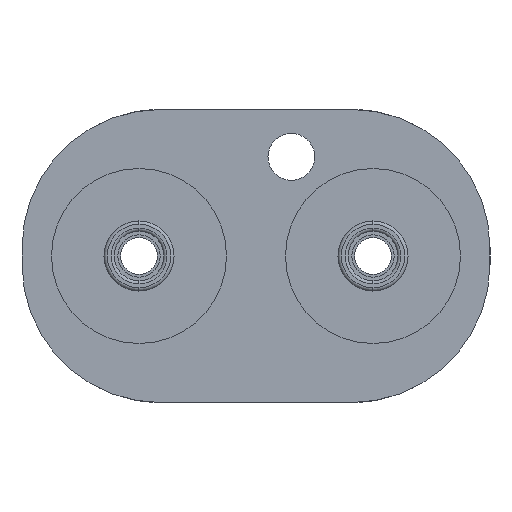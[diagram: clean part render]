
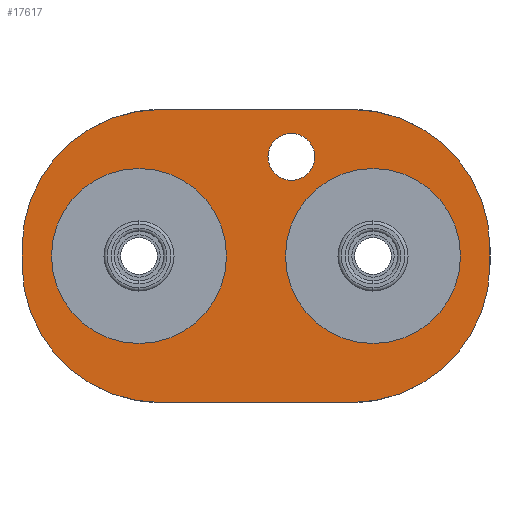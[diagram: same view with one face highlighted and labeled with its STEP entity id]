
A CAD part, left-side view. The second image highlights one B-rep face of the part: STEP entity #17617.
In plain terms, the highlighted planar face has unit normal (-1, 0, 0).
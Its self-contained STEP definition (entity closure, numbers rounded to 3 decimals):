
#84 = VERTEX_POINT ( 'NONE', #11852 ) ;
#250 = CARTESIAN_POINT ( 'NONE',  ( -28.85, -5.2, 7.95 ) ) ;
#553 = DIRECTION ( 'NONE',  ( -1., 0., 0. ) ) ;
#628 = ORIENTED_EDGE ( 'NONE', *, *, #15177, .T. ) ;
#749 = DIRECTION ( 'NONE',  ( -1., 0., 0. ) ) ;
#1122 = EDGE_CURVE ( 'NONE', #84, #2683, #11764, .T. ) ;
#1306 = DIRECTION ( 'NONE',  ( 0., 0., 1. ) ) ;
#1364 = CIRCLE ( 'NONE', #14745, 7.5 ) ;
#1662 = VERTEX_POINT ( 'NONE', #5314 ) ;
#1901 = VERTEX_POINT ( 'NONE', #3204 ) ;
#2256 = LINE ( 'NONE', #15898, #17337 ) ;
#2401 = VERTEX_POINT ( 'NONE', #16799 ) ;
#2480 = AXIS2_PLACEMENT_3D ( 'NONE', #14395, #8600, #7152 ) ;
#2594 = DIRECTION ( 'NONE',  ( -1., 0., 0. ) ) ;
#2683 = VERTEX_POINT ( 'NONE', #2935 ) ;
#2935 = CARTESIAN_POINT ( 'NONE',  ( -28.85, -6.35, 4.75 ) ) ;
#2984 = FACE_OUTER_BOUND ( 'NONE', #3078, .T. ) ;
#3032 = AXIS2_PLACEMENT_3D ( 'NONE', #15284, #6478, #12332 ) ;
#3078 = EDGE_LOOP ( 'NONE', ( #12397, #9713, #3801, #9886, #6291, #14142, #4055, #628 ) ) ;
#3204 = CARTESIAN_POINT ( 'NONE',  ( -28.85, -12.7, -0.45 ) ) ;
#3564 = DIRECTION ( 'NONE',  ( 0., 0., 1. ) ) ;
#3740 = CARTESIAN_POINT ( 'NONE',  ( -28.85, -1.92, 5.38 ) ) ;
#3801 = ORIENTED_EDGE ( 'NONE', *, *, #10212, .T. ) ;
#3851 = VERTEX_POINT ( 'NONE', #17269 ) ;
#4022 = VERTEX_POINT ( 'NONE', #17582 ) ;
#4055 = ORIENTED_EDGE ( 'NONE', *, *, #12704, .F. ) ;
#4256 = CARTESIAN_POINT ( 'NONE',  ( -28.85, -5.2, -7.95 ) ) ;
#4398 = VERTEX_POINT ( 'NONE', #4653 ) ;
#4586 = CIRCLE ( 'NONE', #15157, 1.27 ) ;
#4653 = CARTESIAN_POINT ( 'NONE',  ( -28.85, 5.2, -7.95 ) ) ;
#5025 = ORIENTED_EDGE ( 'NONE', *, *, #12012, .T. ) ;
#5314 = CARTESIAN_POINT ( 'NONE',  ( -28.85, 6.35, 4.75 ) ) ;
#5563 = DIRECTION ( 'NONE',  ( 0., 0., -1. ) ) ;
#5956 = CIRCLE ( 'NONE', #10634, 1.27 ) ;
#5975 = EDGE_CURVE ( 'NONE', #4022, #8834, #4586, .T. ) ;
#6126 = CARTESIAN_POINT ( 'NONE',  ( -28.85, 0.65, 7.95 ) ) ;
#6220 = CARTESIAN_POINT ( 'NONE',  ( -28.85, -6.35, 0. ) ) ;
#6257 = CARTESIAN_POINT ( 'NONE',  ( -28.85, -5.2, 0.45 ) ) ;
#6270 = ORIENTED_EDGE ( 'NONE', *, *, #12253, .F. ) ;
#6291 = ORIENTED_EDGE ( 'NONE', *, *, #16650, .F. ) ;
#6478 = DIRECTION ( 'NONE',  ( 1., 0., 0. ) ) ;
#6596 = EDGE_CURVE ( 'NONE', #16855, #1901, #8884, .T. ) ;
#6725 = CARTESIAN_POINT ( 'NONE',  ( -28.85, -12.7, 0. ) ) ;
#7071 = CIRCLE ( 'NONE', #8430, 4.75 ) ;
#7152 = DIRECTION ( 'NONE',  ( 0., 0., 1. ) ) ;
#7378 = AXIS2_PLACEMENT_3D ( 'NONE', #12203, #13950, #3564 ) ;
#7461 = DIRECTION ( 'NONE',  ( 1., 0., 0. ) ) ;
#7578 = DIRECTION ( 'NONE',  ( 0., 0., 1. ) ) ;
#7649 = DIRECTION ( 'NONE',  ( 0., 0., 1. ) ) ;
#7871 = VECTOR ( 'NONE', #13889, 1000. ) ;
#8026 = ORIENTED_EDGE ( 'NONE', *, *, #1122, .F. ) ;
#8191 = CIRCLE ( 'NONE', #15517, 7.5 ) ;
#8268 = EDGE_LOOP ( 'NONE', ( #8026, #11588 ) ) ;
#8430 = AXIS2_PLACEMENT_3D ( 'NONE', #8804, #7461, #7578 ) ;
#8533 = CARTESIAN_POINT ( 'NONE',  ( -28.85, 0.65, 0. ) ) ;
#8600 = DIRECTION ( 'NONE',  ( -1., 0., 0. ) ) ;
#8804 = CARTESIAN_POINT ( 'NONE',  ( -28.85, 6.35, 0. ) ) ;
#8834 = VERTEX_POINT ( 'NONE', #13292 ) ;
#8884 = CIRCLE ( 'NONE', #17136, 7.5 ) ;
#8973 = DIRECTION ( 'NONE',  ( -1., 0., 0. ) ) ;
#9035 = DIRECTION ( 'NONE',  ( 0., -1., 0. ) ) ;
#9099 = DIRECTION ( 'NONE',  ( -1., 0., 0. ) ) ;
#9713 = ORIENTED_EDGE ( 'NONE', *, *, #17627, .T. ) ;
#9764 = VERTEX_POINT ( 'NONE', #9919 ) ;
#9878 = DIRECTION ( 'NONE',  ( 0., 0., 1. ) ) ;
#9886 = ORIENTED_EDGE ( 'NONE', *, *, #6596, .T. ) ;
#9919 = CARTESIAN_POINT ( 'NONE',  ( -28.85, -12.7, 0.45 ) ) ;
#10063 = CARTESIAN_POINT ( 'NONE',  ( -28.85, 5.2, -0.45 ) ) ;
#10212 = EDGE_CURVE ( 'NONE', #4398, #16855, #10783, .T. ) ;
#10248 = LINE ( 'NONE', #6126, #13235 ) ;
#10389 = VERTEX_POINT ( 'NONE', #13258 ) ;
#10634 = AXIS2_PLACEMENT_3D ( 'NONE', #3740, #749, #16945 ) ;
#10686 = ORIENTED_EDGE ( 'NONE', *, *, #5975, .F. ) ;
#10783 = LINE ( 'NONE', #11076, #14456 ) ;
#11076 = CARTESIAN_POINT ( 'NONE',  ( -28.85, 0.65, -7.95 ) ) ;
#11154 = ORIENTED_EDGE ( 'NONE', *, *, #16454, .T. ) ;
#11229 = DIRECTION ( 'NONE',  ( 0., 0., -1. ) ) ;
#11588 = ORIENTED_EDGE ( 'NONE', *, *, #13701, .F. ) ;
#11749 = LINE ( 'NONE', #6725, #7871 ) ;
#11764 = CIRCLE ( 'NONE', #17454, 4.75 ) ;
#11837 = FACE_BOUND ( 'NONE', #8268, .T. ) ;
#11852 = CARTESIAN_POINT ( 'NONE',  ( -28.85, -6.35, -4.75 ) ) ;
#12012 = EDGE_CURVE ( 'NONE', #17219, #1662, #7071, .T. ) ;
#12203 = CARTESIAN_POINT ( 'NONE',  ( -28.85, 5.2, 0.45 ) ) ;
#12253 = EDGE_CURVE ( 'NONE', #8834, #4022, #5956, .T. ) ;
#12332 = DIRECTION ( 'NONE',  ( 0., 0., 1. ) ) ;
#12397 = ORIENTED_EDGE ( 'NONE', *, *, #14203, .T. ) ;
#12651 = CARTESIAN_POINT ( 'NONE',  ( -28.85, -1.92, 5.38 ) ) ;
#12704 = EDGE_CURVE ( 'NONE', #3851, #18421, #10248, .T. ) ;
#13235 = VECTOR ( 'NONE', #9035, 1000. ) ;
#13258 = CARTESIAN_POINT ( 'NONE',  ( -28.85, 12.7, -0.45 ) ) ;
#13292 = CARTESIAN_POINT ( 'NONE',  ( -28.85, -1.92, 6.65 ) ) ;
#13329 = DIRECTION ( 'NONE',  ( 0., 0., 1. ) ) ;
#13701 = EDGE_CURVE ( 'NONE', #2683, #84, #15499, .T. ) ;
#13889 = DIRECTION ( 'NONE',  ( 0., 0., -1. ) ) ;
#13931 = CARTESIAN_POINT ( 'NONE',  ( -28.85, 6.35, -4.75 ) ) ;
#13950 = DIRECTION ( 'NONE',  ( -1., 0., 0. ) ) ;
#14142 = ORIENTED_EDGE ( 'NONE', *, *, #14481, .T. ) ;
#14203 = EDGE_CURVE ( 'NONE', #2401, #10389, #2256, .T. ) ;
#14395 = CARTESIAN_POINT ( 'NONE',  ( -28.85, -6.35, 0. ) ) ;
#14456 = VECTOR ( 'NONE', #15520, 1000. ) ;
#14481 = EDGE_CURVE ( 'NONE', #9764, #18421, #1364, .T. ) ;
#14519 = CIRCLE ( 'NONE', #3032, 4.75 ) ;
#14745 = AXIS2_PLACEMENT_3D ( 'NONE', #6257, #8973, #13329 ) ;
#15149 = AXIS2_PLACEMENT_3D ( 'NONE', #8533, #18802, #1306 ) ;
#15157 = AXIS2_PLACEMENT_3D ( 'NONE', #12651, #2594, #11229 ) ;
#15177 = EDGE_CURVE ( 'NONE', #3851, #2401, #16170, .T. ) ;
#15284 = CARTESIAN_POINT ( 'NONE',  ( -28.85, 6.35, 0. ) ) ;
#15300 = FACE_BOUND ( 'NONE', #17158, .T. ) ;
#15499 = CIRCLE ( 'NONE', #2480, 4.75 ) ;
#15517 = AXIS2_PLACEMENT_3D ( 'NONE', #10063, #15841, #9878 ) ;
#15520 = DIRECTION ( 'NONE',  ( 0., -1., 0. ) ) ;
#15841 = DIRECTION ( 'NONE',  ( -1., 0., 0. ) ) ;
#15898 = CARTESIAN_POINT ( 'NONE',  ( -28.85, 12.7, 0. ) ) ;
#15996 = FACE_BOUND ( 'NONE', #18707, .T. ) ;
#16170 = CIRCLE ( 'NONE', #7378, 7.5 ) ;
#16223 = DIRECTION ( 'NONE',  ( 0., 0., 1. ) ) ;
#16454 = EDGE_CURVE ( 'NONE', #1662, #17219, #14519, .T. ) ;
#16650 = EDGE_CURVE ( 'NONE', #9764, #1901, #11749, .T. ) ;
#16799 = CARTESIAN_POINT ( 'NONE',  ( -28.85, 12.7, 0.45 ) ) ;
#16855 = VERTEX_POINT ( 'NONE', #4256 ) ;
#16945 = DIRECTION ( 'NONE',  ( 0., 0., -1. ) ) ;
#17136 = AXIS2_PLACEMENT_3D ( 'NONE', #17642, #9099, #16223 ) ;
#17158 = EDGE_LOOP ( 'NONE', ( #10686, #6270 ) ) ;
#17219 = VERTEX_POINT ( 'NONE', #13931 ) ;
#17269 = CARTESIAN_POINT ( 'NONE',  ( -28.85, 5.2, 7.95 ) ) ;
#17337 = VECTOR ( 'NONE', #5563, 1000. ) ;
#17454 = AXIS2_PLACEMENT_3D ( 'NONE', #6220, #553, #7649 ) ;
#17582 = CARTESIAN_POINT ( 'NONE',  ( -28.85, -1.92, 4.11 ) ) ;
#17617 = ADVANCED_FACE ( 'NONE', ( #2984, #15996, #11837, #15300 ), #18685, .T. ) ;
#17627 = EDGE_CURVE ( 'NONE', #10389, #4398, #8191, .T. ) ;
#17642 = CARTESIAN_POINT ( 'NONE',  ( -28.85, -5.2, -0.45 ) ) ;
#18421 = VERTEX_POINT ( 'NONE', #250 ) ;
#18685 = PLANE ( 'NONE',  #15149 ) ;
#18707 = EDGE_LOOP ( 'NONE', ( #11154, #5025 ) ) ;
#18802 = DIRECTION ( 'NONE',  ( -1., 0., 0. ) ) ;
